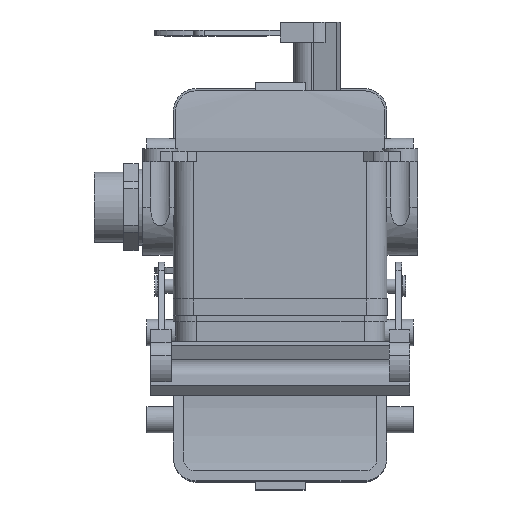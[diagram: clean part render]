
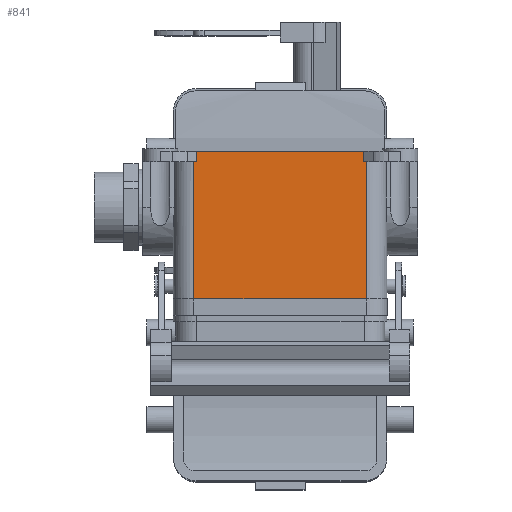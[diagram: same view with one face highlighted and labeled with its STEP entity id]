
A CAD part, top view. The second image highlights one B-rep face of the part: STEP entity #841.
In plain terms, the highlighted planar face has unit normal (0, 0, 1).
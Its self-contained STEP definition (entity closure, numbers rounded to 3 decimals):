
#841 = ADVANCED_FACE( '', ( #1727 ), #1728, .F. );
#1727 = FACE_OUTER_BOUND( '', #2608, .T. );
#1728 = PLANE( '', #2609 );
#2608 = EDGE_LOOP( '', ( #4992, #4993, #4994, #4995, #4996, #4997, #4998, #4999 ) );
#2609 = AXIS2_PLACEMENT_3D( '', #5000, #5001, #5002 );
#4992 = ORIENTED_EDGE( '', *, *, #5780, .T. );
#4993 = ORIENTED_EDGE( '', *, *, #5556, .F. );
#4994 = ORIENTED_EDGE( '', *, *, #5628, .T. );
#4995 = ORIENTED_EDGE( '', *, *, #5897, .T. );
#4996 = ORIENTED_EDGE( '', *, *, #5613, .F. );
#4997 = ORIENTED_EDGE( '', *, *, #5261, .F. );
#4998 = ORIENTED_EDGE( '', *, *, #5457, .T. );
#4999 = ORIENTED_EDGE( '', *, *, #5005, .T. );
#5000 = CARTESIAN_POINT( '', ( 0., -3.5, 21.5 ) );
#5001 = DIRECTION( '', ( 0., 0., -1. ) );
#5002 = DIRECTION( '', ( -1., 0., 0. ) );
#5005 = EDGE_CURVE( '', #5933, #5931, #5934, .T. );
#5261 = EDGE_CURVE( '', #6380, #6374, #6382, .T. );
#5457 = EDGE_CURVE( '', #6380, #5933, #6692, .T. );
#5556 = EDGE_CURVE( '', #6833, #6831, #6835, .T. );
#5613 = EDGE_CURVE( '', #6374, #6922, #6923, .T. );
#5628 = EDGE_CURVE( '', #6833, #6947, #6949, .T. );
#5780 = EDGE_CURVE( '', #5931, #6831, #7145, .T. );
#5897 = EDGE_CURVE( '', #6947, #6922, #7274, .T. );
#5931 = VERTEX_POINT( '', #7309 );
#5933 = VERTEX_POINT( '', #7312 );
#5934 = LINE( '', #7313, #7314 );
#6374 = VERTEX_POINT( '', #7958 );
#6380 = VERTEX_POINT( '', #7976 );
#6382 = LINE( '', #7978, #7979 );
#6692 = LINE( '', #8501, #8502 );
#6831 = VERTEX_POINT( '', #8739 );
#6833 = VERTEX_POINT( '', #8742 );
#6835 = LINE( '', #8745, #8746 );
#6922 = VERTEX_POINT( '', #8897 );
#6923 = LINE( '', #8898, #8899 );
#6947 = VERTEX_POINT( '', #8929 );
#6949 = LINE( '', #8931, #8932 );
#7145 = LINE( '', #9214, #9215 );
#7274 = LINE( '', #9475, #9476 );
#7309 = CARTESIAN_POINT( '', ( 28.625, 0., 21.5 ) );
#7312 = CARTESIAN_POINT( '', ( 28.625, -3.5, 21.5 ) );
#7313 = CARTESIAN_POINT( '', ( 28.625, -3.5, 21.5 ) );
#7314 = VECTOR( '', #9514, 1000. );
#7958 = CARTESIAN_POINT( '', ( 29.5, -50.4, 21.5 ) );
#7976 = CARTESIAN_POINT( '', ( 29.5, -3.5, 21.5 ) );
#7978 = CARTESIAN_POINT( '', ( 29.5, 68.688, 21.5 ) );
#7979 = VECTOR( '', #9837, 1000. );
#8501 = CARTESIAN_POINT( '', ( -36.9, -3.5, 21.5 ) );
#8502 = VECTOR( '', #10074, 1000. );
#8739 = CARTESIAN_POINT( '', ( -28.625, 0., 21.5 ) );
#8742 = CARTESIAN_POINT( '', ( -28.625, -3.5, 21.5 ) );
#8745 = CARTESIAN_POINT( '', ( -28.625, -3.5, 21.5 ) );
#8746 = VECTOR( '', #10200, 1000. );
#8897 = CARTESIAN_POINT( '', ( -29.5, -50.4, 21.5 ) );
#8898 = CARTESIAN_POINT( '', ( -29.5, -50.4, 21.5 ) );
#8899 = VECTOR( '', #10267, 1000. );
#8929 = CARTESIAN_POINT( '', ( -29.5, -3.5, 21.5 ) );
#8931 = CARTESIAN_POINT( '', ( -36.9, -3.5, 21.5 ) );
#8932 = VECTOR( '', #10295, 1000. );
#9214 = CARTESIAN_POINT( '', ( 0., 0., 21.5 ) );
#9215 = VECTOR( '', #10452, 1000. );
#9475 = CARTESIAN_POINT( '', ( -29.5, 68.688, 21.5 ) );
#9476 = VECTOR( '', #10531, 1000. );
#9514 = DIRECTION( '', ( 0., 1., 0. ) );
#9837 = DIRECTION( '', ( 0., -1., 0. ) );
#10074 = DIRECTION( '', ( -1., 0., 0. ) );
#10200 = DIRECTION( '', ( 0., 1., 0. ) );
#10267 = DIRECTION( '', ( -1., 0., 0. ) );
#10295 = DIRECTION( '', ( -1., 0., 0. ) );
#10452 = DIRECTION( '', ( -1., 0., 0. ) );
#10531 = DIRECTION( '', ( 0., -1., 0. ) );
